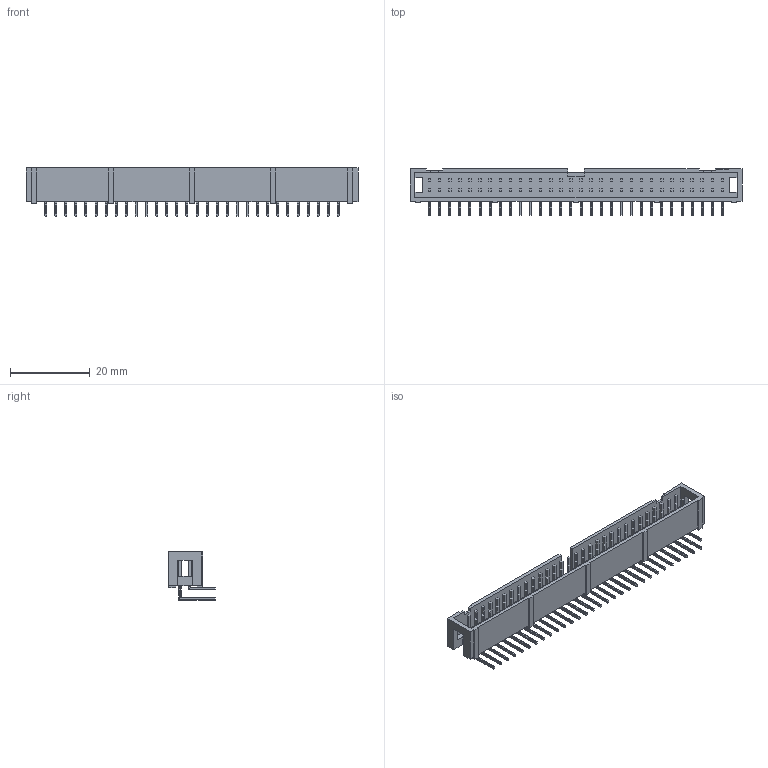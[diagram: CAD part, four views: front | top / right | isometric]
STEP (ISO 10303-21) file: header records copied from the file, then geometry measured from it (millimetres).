
FILE_DESCRIPTION (( 'STEP AP214' ), '1' );
FILE_NAME ('XG4C_6034.step', '2019-03-18T12:28:33', ( 'OSMC1.0 ' ), ( ' ' ), 'SwSTEP 2.0', 'SolidWorks 2002025', '' );
FILE_SCHEMA (( 'AUTOMOTIVE_DESIGN' ));
Length unit declared in the file: millimetre
Products named in the file (1): XG4C_6034
Bounding box: 83.52 x 11.7 x 12.12 mm (x, y, z)
Volume: 2805.4 mm3; surface area: 6080.5 mm2
Topology: 1 solids, 1 shells, 1297 faces, 3295 edges, 2116 vertices
Faces by surface type: plane 1297
Entity records: 42311 total; most frequent: CARTESIAN_POINT 6709, ORIENTED_EDGE 6590, DIRECTION 5891, EDGE_CURVE 3295, LINE 3295, VECTOR 3295, VERTEX_POINT 2116, EDGE_LOOP 1417
